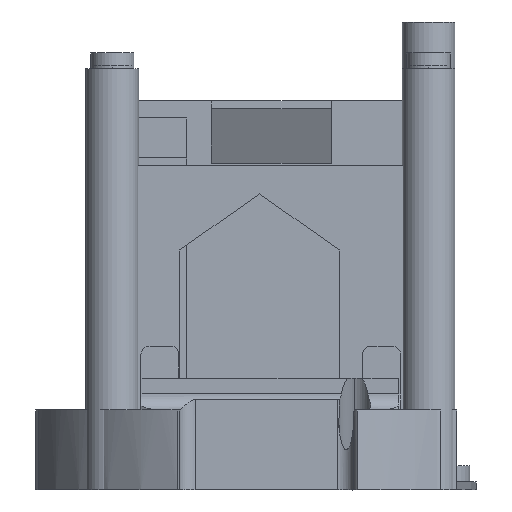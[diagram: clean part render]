
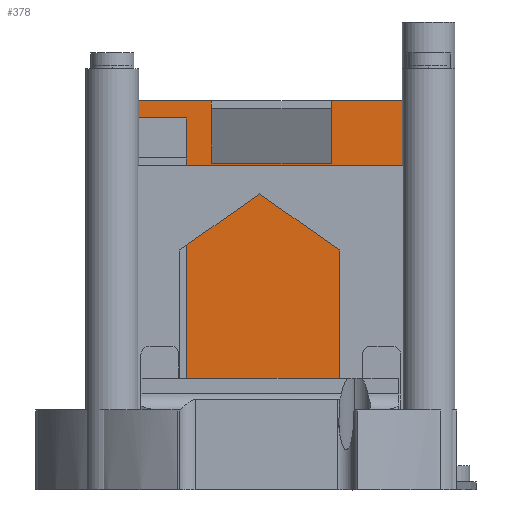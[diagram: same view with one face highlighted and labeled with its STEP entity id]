
A CAD part, left-side view. The second image highlights one B-rep face of the part: STEP entity #378.
In plain terms, the highlighted planar face has unit normal (-1, 0, 0).
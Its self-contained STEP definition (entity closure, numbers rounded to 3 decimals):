
#33=B_SPLINE_CURVE_WITH_KNOTS('',3,(#10817,#10818,#10819,#10820,#10821,#10822),
.UNSPECIFIED.,.F.,.F.,(4,1,1,4),(0.,0.389,0.611,1.),
.UNSPECIFIED.);
#378=ADVANCED_FACE('',(#736),#3428,.T.);
#736=FACE_OUTER_BOUND('',#1140,.F.);
#1140=EDGE_LOOP('',(#2336,#2337,#2338,#2339,#2340,#2341,#2342,#2343,#2344,#2345,
#2346,#2347,#2348,#2349,#2350,#2351,#2352));
#2336=ORIENTED_EDGE('',*,*,#4133,.T.);
#2337=ORIENTED_EDGE('',*,*,#3971,.T.);
#2338=ORIENTED_EDGE('',*,*,#3970,.T.);
#2339=ORIENTED_EDGE('',*,*,#3969,.T.);
#2340=ORIENTED_EDGE('',*,*,#4020,.T.);
#2341=ORIENTED_EDGE('',*,*,#4019,.T.);
#2342=ORIENTED_EDGE('',*,*,#4018,.T.);
#2343=ORIENTED_EDGE('',*,*,#4464,.F.);
#2344=ORIENTED_EDGE('',*,*,#3994,.T.);
#2345=ORIENTED_EDGE('',*,*,#3995,.F.);
#2346=ORIENTED_EDGE('',*,*,#3996,.T.);
#2347=ORIENTED_EDGE('',*,*,#4460,.F.);
#2348=ORIENTED_EDGE('',*,*,#4132,.T.);
#2349=ORIENTED_EDGE('',*,*,#4131,.T.);
#2350=ORIENTED_EDGE('',*,*,#4128,.F.);
#2351=ORIENTED_EDGE('',*,*,#4127,.F.);
#2352=ORIENTED_EDGE('',*,*,#4134,.T.);
#3428=PLANE('',#7508);
#3969=EDGE_CURVE('',#6910,#6909,#4944,.T.);
#3970=EDGE_CURVE('',#6908,#6910,#4945,.T.);
#3971=EDGE_CURVE('',#6907,#6908,#4946,.T.);
#3994=EDGE_CURVE('',#6883,#6882,#4969,.T.);
#3995=EDGE_CURVE('',#6881,#6882,#4970,.T.);
#3996=EDGE_CURVE('',#6881,#6880,#4971,.T.);
#4018=EDGE_CURVE('',#6854,#6853,#4981,.T.);
#4019=EDGE_CURVE('',#6852,#6854,#4982,.T.);
#4020=EDGE_CURVE('',#6909,#6852,#4983,.T.);
#4127=EDGE_CURVE('',#6755,#6754,#5059,.T.);
#4128=EDGE_CURVE('',#6754,#6753,#33,.T.);
#4131=EDGE_CURVE('',#6751,#6753,#5061,.T.);
#4132=EDGE_CURVE('',#6759,#6751,#5062,.T.);
#4133=EDGE_CURVE('',#6750,#6907,#5063,.T.);
#4134=EDGE_CURVE('',#6755,#6750,#5064,.T.);
#4460=EDGE_CURVE('',#6759,#6880,#5266,.T.);
#4464=EDGE_CURVE('',#6883,#6853,#5270,.T.);
#4944=LINE('',#10425,#5712);
#4945=LINE('',#10426,#5713);
#4946=LINE('',#10427,#5714);
#4969=LINE('',#10450,#5737);
#4970=LINE('',#10451,#5738);
#4971=LINE('',#10452,#5739);
#4981=LINE('',#10687,#5749);
#4982=LINE('',#10688,#5750);
#4983=LINE('',#10689,#5751);
#5059=LINE('',#10816,#5827);
#5061=LINE('',#10830,#5829);
#5062=LINE('',#10831,#5830);
#5063=LINE('',#10832,#5831);
#5064=LINE('',#10833,#5832);
#5266=LINE('',#11196,#6034);
#5270=LINE('',#11200,#6038);
#5712=VECTOR('',#7971,0.048);
#5713=VECTOR('',#7972,4.813);
#5714=VECTOR('',#7973,7.473);
#5737=VECTOR('',#7996,7.823);
#5738=VECTOR('',#7997,15.);
#5739=VECTOR('',#7998,7.823);
#5749=VECTOR('',#8008,2.175);
#5750=VECTOR('',#8009,7.425);
#5751=VECTOR('',#8010,5.);
#5827=VECTOR('',#8140,0.06);
#5829=VECTOR('',#8142,35.318);
#5830=VECTOR('',#8143,38.675);
#5831=VECTOR('',#8144,26.711);
#5832=VECTOR('',#8145,0.514);
#6034=VECTOR('',#8585,10.299);
#6038=VECTOR('',#8589,10.551);
#6750=VERTEX_POINT('',#10175);
#6751=VERTEX_POINT('',#10176);
#6753=VERTEX_POINT('',#10178);
#6754=VERTEX_POINT('',#10179);
#6755=VERTEX_POINT('',#10180);
#6759=VERTEX_POINT('',#10184);
#6852=VERTEX_POINT('',#10277);
#6853=VERTEX_POINT('',#10278);
#6854=VERTEX_POINT('',#10279);
#6880=VERTEX_POINT('',#10305);
#6881=VERTEX_POINT('',#10306);
#6882=VERTEX_POINT('',#10307);
#6883=VERTEX_POINT('',#10308);
#6907=VERTEX_POINT('',#10332);
#6908=VERTEX_POINT('',#10333);
#6909=VERTEX_POINT('',#10334);
#6910=VERTEX_POINT('',#10335);
#7508=AXIS2_PLACEMENT_3D('',#11641,#9169,#9170);
#7971=DIRECTION('',(0.,1.,0.));
#7972=DIRECTION('',(0.,0.,1.));
#7973=DIRECTION('',(0.,-1.,-0.003));
#7996=DIRECTION('',(0.,0.,-1.));
#7997=DIRECTION('',(0.,1.,0.));
#7998=DIRECTION('',(0.,0.,1.));
#8008=DIRECTION('',(0.,0.,1.));
#8009=DIRECTION('',(0.,1.,0.));
#8010=DIRECTION('',(0.,0.,1.));
#8140=DIRECTION('',(0.,0.,1.));
#8142=DIRECTION('',(0.,1.,0.));
#8143=DIRECTION('',(0.,0.,-1.));
#8144=DIRECTION('',(0.,0.,1.));
#8145=DIRECTION('',(0.,1.,0.));
#8585=DIRECTION('',(0.,1.,0.));
#8589=DIRECTION('',(0.,1.,0.));
#9169=DIRECTION('',(-1.,0.,0.));
#9170=DIRECTION('',(0.,0.,-1.));
#10175=CARTESIAN_POINT('',(17.925,37.869,9.));
#10176=CARTESIAN_POINT('',(17.925,2.019,9.));
#10178=CARTESIAN_POINT('',(17.925,37.337,9.));
#10179=CARTESIAN_POINT('',(17.925,37.355,9.06));
#10180=CARTESIAN_POINT('',(17.925,37.355,9.));
#10184=CARTESIAN_POINT('',(17.925,2.019,47.675));
#10277=CARTESIAN_POINT('',(17.925,30.444,45.5));
#10278=CARTESIAN_POINT('',(17.925,37.869,47.675));
#10279=CARTESIAN_POINT('',(17.925,37.869,45.5));
#10305=CARTESIAN_POINT('',(17.925,12.318,47.675));
#10306=CARTESIAN_POINT('',(17.925,12.318,39.852));
#10307=CARTESIAN_POINT('',(17.925,27.318,39.852));
#10308=CARTESIAN_POINT('',(17.925,27.318,47.675));
#10332=CARTESIAN_POINT('',(17.925,37.869,35.711));
#10333=CARTESIAN_POINT('',(17.925,30.397,35.687));
#10334=CARTESIAN_POINT('',(17.925,30.444,40.5));
#10335=CARTESIAN_POINT('',(17.925,30.397,40.5));
#10425=CARTESIAN_POINT('',(17.925,30.397,40.5));
#10426=CARTESIAN_POINT('',(17.925,30.397,35.687));
#10427=CARTESIAN_POINT('',(17.925,37.869,35.711));
#10450=CARTESIAN_POINT('',(17.925,27.318,47.675));
#10451=CARTESIAN_POINT('',(17.925,12.318,39.852));
#10452=CARTESIAN_POINT('',(17.925,12.318,39.852));
#10687=CARTESIAN_POINT('',(17.925,37.869,45.5));
#10688=CARTESIAN_POINT('',(17.925,30.444,45.5));
#10689=CARTESIAN_POINT('',(17.925,30.444,40.5));
#10816=CARTESIAN_POINT('',(17.925,37.355,9.));
#10817=CARTESIAN_POINT('',(17.925,37.355,9.06));
#10818=CARTESIAN_POINT('',(17.925,37.353,9.052));
#10819=CARTESIAN_POINT('',(17.925,37.349,9.04));
#10820=CARTESIAN_POINT('',(17.925,37.343,9.02));
#10821=CARTESIAN_POINT('',(17.925,37.34,9.008));
#10822=CARTESIAN_POINT('',(17.925,37.337,9.));
#10830=CARTESIAN_POINT('',(17.925,2.019,9.));
#10831=CARTESIAN_POINT('',(17.925,2.019,47.675));
#10832=CARTESIAN_POINT('',(17.925,37.869,9.));
#10833=CARTESIAN_POINT('',(17.925,37.355,9.));
#11196=CARTESIAN_POINT('',(17.925,2.019,47.675));
#11200=CARTESIAN_POINT('',(17.925,27.318,47.675));
#11641=CARTESIAN_POINT('',(17.925,38.256,48.062));
